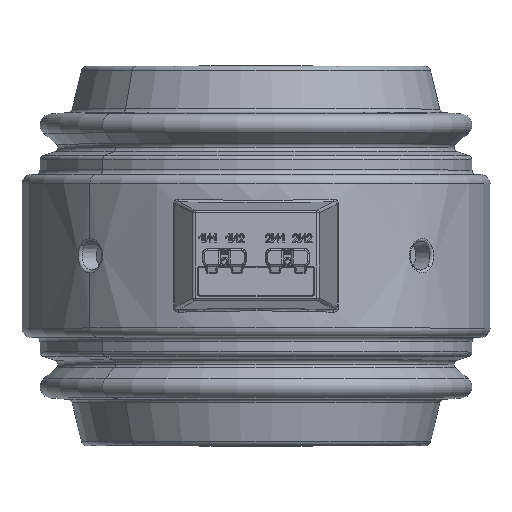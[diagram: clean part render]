
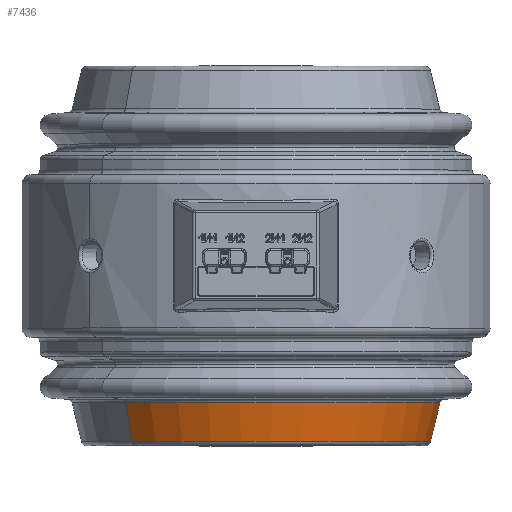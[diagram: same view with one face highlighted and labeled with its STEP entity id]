
A CAD part, top view. The second image highlights one B-rep face of the part: STEP entity #7436.
In plain terms, the highlighted conical face has half-angle 13.547 degrees and reference radius 204.158 mm.
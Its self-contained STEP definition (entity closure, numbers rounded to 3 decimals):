
#416 = DIRECTION ( 'NONE',  ( 0.166, 0.972, -0.166 ) ) ;
#418 = DIRECTION ( 'NONE',  ( -0.166, 0.972, 0.166 ) ) ;
#440 = CARTESIAN_POINT ( 'NONE',  ( -150.5, -162.554, -481.361 ) ) ;
#449 = CARTESIAN_POINT ( 'NONE',  ( -439.222, -162.554, -192.639 ) ) ;
#455 = DIRECTION ( 'NONE',  ( 0., 1., 0. ) ) ;
#466 = DIRECTION ( 'NONE',  ( -0.707, 0., 0.707 ) ) ;
#467 = CARTESIAN_POINT ( 'NONE',  ( -294.861, -205.405, -337. ) ) ;
#471 = DIRECTION ( 'NONE',  ( -0.707, 0., 0.707 ) ) ;
#478 = DIRECTION ( 'NONE',  ( 0., 1., 0. ) ) ;
#489 = CARTESIAN_POINT ( 'NONE',  ( -294.861, -162.554, -337. ) ) ;
#3112 = EDGE_LOOP ( 'NONE', ( #6477, #6469, #6526, #6494 ) ) ;
#3676 = VERTEX_POINT ( 'NONE', #6610 ) ;
#3678 = VERTEX_POINT ( 'NONE', #6599 ) ;
#3679 = VERTEX_POINT ( 'NONE', #6554 ) ;
#3700 = VERTEX_POINT ( 'NONE', #6595 ) ;
#6469 = ORIENTED_EDGE ( 'NONE', *, *, #11563, .T. ) ;
#6477 = ORIENTED_EDGE ( 'NONE', *, *, #11586, .T. ) ;
#6494 = ORIENTED_EDGE ( 'NONE', *, *, #11567, .F. ) ;
#6526 = ORIENTED_EDGE ( 'NONE', *, *, #11577, .F. ) ;
#6554 = CARTESIAN_POINT ( 'NONE',  ( -431.922, -205.405, -199.939 ) ) ;
#6595 = CARTESIAN_POINT ( 'NONE',  ( -157.8, -205.405, -474.061 ) ) ;
#6599 = CARTESIAN_POINT ( 'NONE',  ( -150.5, -162.554, -481.361 ) ) ;
#6610 = CARTESIAN_POINT ( 'NONE',  ( -439.222, -162.554, -192.639 ) ) ;
#7436 = ADVANCED_FACE ( 'NONE', ( #19055 ), #19044, .T. ) ;
#10564 = CARTESIAN_POINT ( 'NONE',  ( -294.861, -162.554, -337. ) ) ;
#10565 = DIRECTION ( 'NONE',  ( 0., 1., 0. ) ) ;
#10573 = DIRECTION ( 'NONE',  ( -0.707, 0., 0.707 ) ) ;
#11563 = EDGE_CURVE ( 'NONE', #3700, #3678, #19164, .T. ) ;
#11567 = EDGE_CURVE ( 'NONE', #3679, #3676, #19202, .T. ) ;
#11577 = EDGE_CURVE ( 'NONE', #3676, #3678, #19180, .T. ) ;
#11586 = EDGE_CURVE ( 'NONE', #3679, #3700, #19182, .T. ) ;
#13855 = AXIS2_PLACEMENT_3D ( 'NONE', #467, #478, #466 ) ;
#14102 = AXIS2_PLACEMENT_3D ( 'NONE', #10564, #10565, #10573 ) ;
#14216 = AXIS2_PLACEMENT_3D ( 'NONE', #489, #455, #471 ) ;
#19044 = CONICAL_SURFACE ( 'NONE', #14102, 204.158, 0.236 ) ;
#19055 = FACE_OUTER_BOUND ( 'NONE', #3112, .T. ) ;
#19164 = LINE ( 'NONE', #440, #19166 ) ;
#19166 = VECTOR ( 'NONE', #416, 1000. ) ;
#19180 = CIRCLE ( 'NONE', #14216, 204.158 ) ;
#19182 = CIRCLE ( 'NONE', #13855, 193.833 ) ;
#19185 = VECTOR ( 'NONE', #418, 1000. ) ;
#19202 = LINE ( 'NONE', #449, #19185 ) ;
